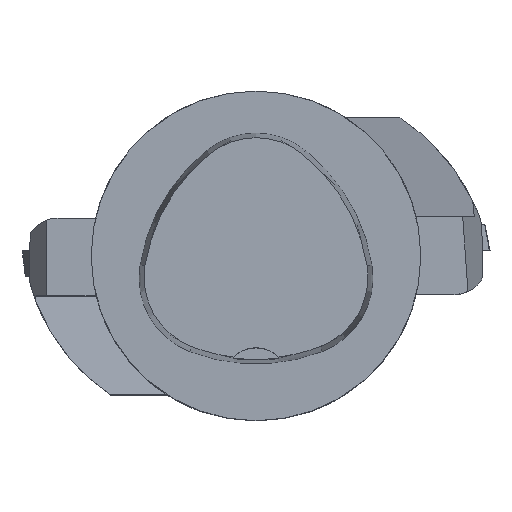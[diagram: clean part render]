
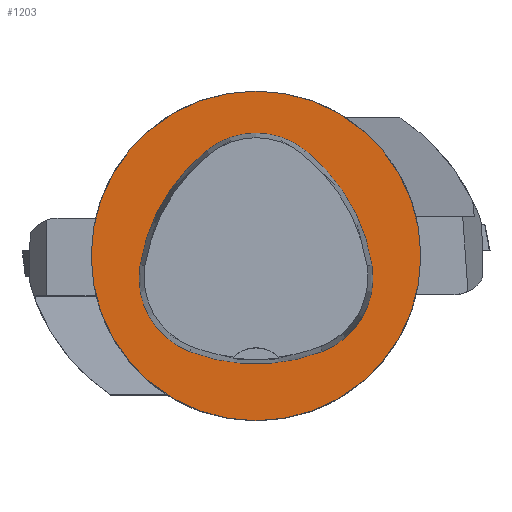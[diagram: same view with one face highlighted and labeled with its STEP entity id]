
A CAD part, top view. The second image highlights one B-rep face of the part: STEP entity #1203.
In plain terms, the highlighted planar face has unit normal (0, 0, 1).
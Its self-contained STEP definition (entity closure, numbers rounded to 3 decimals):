
#784=FACE_BOUND('',#1746,.T.);
#785=FACE_BOUND('',#1747,.T.);
#1040=CIRCLE('',#4687,25.);
#1041=CIRCLE('',#4693,28.);
#1043=CIRCLE('',#4696,12.);
#1045=CIRCLE('',#4699,28.);
#1047=CIRCLE('',#4702,12.);
#1051=CIRCLE('',#4707,28.);
#1053=CIRCLE('',#4710,12.);
#1203=ADVANCED_FACE('',(#784,#785),#1363,.T.);
#1363=PLANE('',#4715);
#1746=EDGE_LOOP('',(#2505,#2506,#2507,#2508,#2509,#2510));
#1747=EDGE_LOOP('',(#2511));
#2505=ORIENTED_EDGE('',*,*,#3536,.T.);
#2506=ORIENTED_EDGE('',*,*,#3516,.T.);
#2507=ORIENTED_EDGE('',*,*,#3520,.T.);
#2508=ORIENTED_EDGE('',*,*,#3523,.T.);
#2509=ORIENTED_EDGE('',*,*,#3526,.T.);
#2510=ORIENTED_EDGE('',*,*,#3534,.T.);
#2511=ORIENTED_EDGE('',*,*,#3507,.F.);
#3063=VERTEX_POINT('',#6817);
#3072=VERTEX_POINT('',#6836);
#3073=VERTEX_POINT('',#6837);
#3076=VERTEX_POINT('',#6845);
#3078=VERTEX_POINT('',#6851);
#3080=VERTEX_POINT('',#6857);
#3087=VERTEX_POINT('',#6878);
#3507=EDGE_CURVE('',#3063,#3063,#1040,.T.);
#3516=EDGE_CURVE('',#3072,#3073,#1041,.T.);
#3520=EDGE_CURVE('',#3073,#3076,#1043,.T.);
#3523=EDGE_CURVE('',#3076,#3078,#1045,.T.);
#3526=EDGE_CURVE('',#3078,#3080,#1047,.T.);
#3534=EDGE_CURVE('',#3080,#3087,#1051,.T.);
#3536=EDGE_CURVE('',#3087,#3072,#1053,.T.);
#4687=AXIS2_PLACEMENT_3D('',#6816,#5428,#5429);
#4693=AXIS2_PLACEMENT_3D('',#6835,#5444,#5445);
#4696=AXIS2_PLACEMENT_3D('',#6844,#5452,#5453);
#4699=AXIS2_PLACEMENT_3D('',#6850,#5459,#5460);
#4702=AXIS2_PLACEMENT_3D('',#6856,#5466,#5467);
#4707=AXIS2_PLACEMENT_3D('',#6879,#5478,#5479);
#4710=AXIS2_PLACEMENT_3D('',#6882,#5484,#5485);
#4715=AXIS2_PLACEMENT_3D('',#6887,#5494,#5495);
#5428=DIRECTION('',(0.,0.,-1.));
#5429=DIRECTION('',(-1.,0.,0.));
#5444=DIRECTION('',(0.,0.,-1.));
#5445=DIRECTION('',(-1.,0.,0.));
#5452=DIRECTION('',(0.,0.,-1.));
#5453=DIRECTION('',(-1.,0.,0.));
#5459=DIRECTION('',(0.,0.,-1.));
#5460=DIRECTION('',(-1.,0.,0.));
#5466=DIRECTION('',(0.,0.,-1.));
#5467=DIRECTION('',(-1.,0.,0.));
#5478=DIRECTION('',(0.,0.,-1.));
#5479=DIRECTION('',(-1.,0.,0.));
#5484=DIRECTION('',(0.,0.,-1.));
#5485=DIRECTION('',(-1.,0.,0.));
#5494=DIRECTION('',(0.,0.,1.));
#5495=DIRECTION('',(1.,0.,0.));
#6816=CARTESIAN_POINT('',(0.,0.,0.));
#6817=CARTESIAN_POINT('',(-25.,0.,0.));
#6835=CARTESIAN_POINT('',(10.068,-5.824,0.));
#6836=CARTESIAN_POINT('',(-17.584,-1.424,0.));
#6837=CARTESIAN_POINT('',(-7.531,15.953,0.));
#6844=CARTESIAN_POINT('',(0.011,6.62,0.));
#6845=CARTESIAN_POINT('',(7.567,15.942,0.));
#6850=CARTESIAN_POINT('',(-10.063,-5.81,0.));
#6851=CARTESIAN_POINT('',(17.59,-1.418,0.));
#6856=CARTESIAN_POINT('',(5.739,-3.3,0.));
#6857=CARTESIAN_POINT('',(10.05,-14.499,0.));
#6878=CARTESIAN_POINT('',(-10.025,-14.516,0.));
#6879=CARTESIAN_POINT('',(-0.01,11.631,0.));
#6882=CARTESIAN_POINT('',(-5.733,-3.31,0.));
#6887=CARTESIAN_POINT('',(0.,0.,0.));
